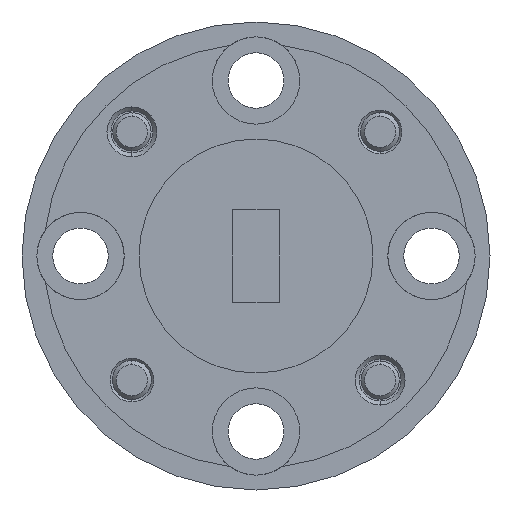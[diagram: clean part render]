
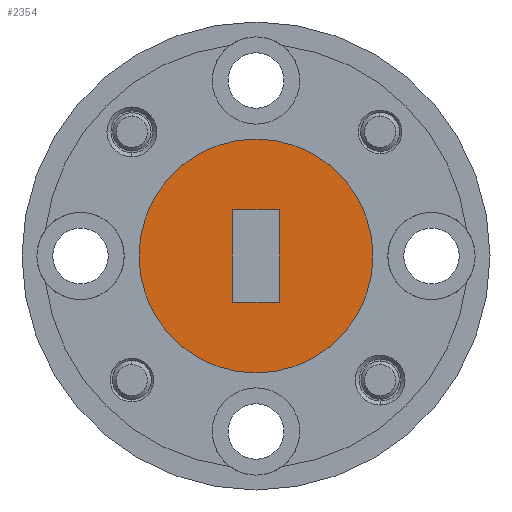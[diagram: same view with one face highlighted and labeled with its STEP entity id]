
A CAD part, left-side view. The second image highlights one B-rep face of the part: STEP entity #2354.
In plain terms, the highlighted planar face has unit normal (-1, 0, 0).
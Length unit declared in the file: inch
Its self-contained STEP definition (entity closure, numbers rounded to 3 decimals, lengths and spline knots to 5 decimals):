
#163 = DIRECTION ( 'NONE',  ( 0., 1., 0. ) ) ;
#346 = VERTEX_POINT ( 'NONE', #3765 ) ;
#495 = CARTESIAN_POINT ( 'NONE',  ( 0., -0.037, -0.074 ) ) ;
#1244 = LINE ( 'NONE', #4074, #7247 ) ;
#1260 = CARTESIAN_POINT ( 'NONE',  ( 0., -0.037, -0.074 ) ) ;
#1269 = AXIS2_PLACEMENT_3D ( 'NONE', #4274, #4239, #163 ) ;
#1286 = ORIENTED_EDGE ( 'NONE', *, *, #4624, .T. ) ;
#1565 = ORIENTED_EDGE ( 'NONE', *, *, #2574, .F. ) ;
#1596 = FACE_BOUND ( 'NONE', #2674, .T. ) ;
#1628 = CARTESIAN_POINT ( 'NONE',  ( 0., 0.037, 0.074 ) ) ;
#1706 = DIRECTION ( 'NONE',  ( -1., 0., 0. ) ) ;
#1995 = ORIENTED_EDGE ( 'NONE', *, *, #5733, .T. ) ;
#2354 = ADVANCED_FACE ( 'NONE', ( #1596, #6638 ), #3262, .T. ) ;
#2440 = AXIS2_PLACEMENT_3D ( 'NONE', #4581, #1706, #6867 ) ;
#2534 = CARTESIAN_POINT ( 'NONE',  ( 0., -0.1875, 0. ) ) ;
#2574 = EDGE_CURVE ( 'NONE', #3819, #4133, #3291, .T. ) ;
#2674 = EDGE_LOOP ( 'NONE', ( #1995, #6711, #5150, #1286 ) ) ;
#2755 = EDGE_CURVE ( 'NONE', #4133, #3819, #2767, .T. ) ;
#2767 = CIRCLE ( 'NONE', #4642, 0.1875 ) ;
#2842 = LINE ( 'NONE', #5719, #4169 ) ;
#2929 = ORIENTED_EDGE ( 'NONE', *, *, #2755, .F. ) ;
#3042 = DIRECTION ( 'NONE',  ( 0., 1., 0. ) ) ;
#3262 = PLANE ( 'NONE',  #2440 ) ;
#3291 = CIRCLE ( 'NONE', #1269, 0.1875 ) ;
#3402 = VERTEX_POINT ( 'NONE', #1628 ) ;
#3548 = DIRECTION ( 'NONE',  ( 0., 0., 1. ) ) ;
#3567 = DIRECTION ( 'NONE',  ( 1., 0., 0. ) ) ;
#3693 = VERTEX_POINT ( 'NONE', #7336 ) ;
#3765 = CARTESIAN_POINT ( 'NONE',  ( 0., -0.037, 0.074 ) ) ;
#3819 = VERTEX_POINT ( 'NONE', #2534 ) ;
#4074 = CARTESIAN_POINT ( 'NONE',  ( 0., 0.037, -0.074 ) ) ;
#4133 = VERTEX_POINT ( 'NONE', #4875 ) ;
#4169 = VECTOR ( 'NONE', #6846, 39.37008 ) ;
#4194 = CARTESIAN_POINT ( 'NONE',  ( 0., -0.037, -0.074 ) ) ;
#4229 = LINE ( 'NONE', #495, #6646 ) ;
#4239 = DIRECTION ( 'NONE',  ( 1., 0., 0. ) ) ;
#4274 = CARTESIAN_POINT ( 'NONE',  ( 0., 0., 0. ) ) ;
#4350 = VERTEX_POINT ( 'NONE', #1260 ) ;
#4581 = CARTESIAN_POINT ( 'NONE',  ( 0., 0., 0. ) ) ;
#4624 = EDGE_CURVE ( 'NONE', #3693, #3402, #1244, .T. ) ;
#4642 = AXIS2_PLACEMENT_3D ( 'NONE', #7038, #3567, #3042 ) ;
#4875 = CARTESIAN_POINT ( 'NONE',  ( 0., 0.1875, 0. ) ) ;
#5150 = ORIENTED_EDGE ( 'NONE', *, *, #6313, .T. ) ;
#5667 = EDGE_LOOP ( 'NONE', ( #2929, #1565 ) ) ;
#5719 = CARTESIAN_POINT ( 'NONE',  ( 0., -0.037, 0.074 ) ) ;
#5733 = EDGE_CURVE ( 'NONE', #3402, #346, #2842, .T. ) ;
#6169 = VECTOR ( 'NONE', #7112, 39.37008 ) ;
#6209 = EDGE_CURVE ( 'NONE', #346, #4350, #7188, .T. ) ;
#6313 = EDGE_CURVE ( 'NONE', #4350, #3693, #4229, .T. ) ;
#6615 = DIRECTION ( 'NONE',  ( 0., 1., 0. ) ) ;
#6638 = FACE_OUTER_BOUND ( 'NONE', #5667, .T. ) ;
#6646 = VECTOR ( 'NONE', #6615, 39.37008 ) ;
#6711 = ORIENTED_EDGE ( 'NONE', *, *, #6209, .T. ) ;
#6846 = DIRECTION ( 'NONE',  ( 0., -1., 0. ) ) ;
#6867 = DIRECTION ( 'NONE',  ( 0., -1., 0. ) ) ;
#7038 = CARTESIAN_POINT ( 'NONE',  ( 0., 0., 0. ) ) ;
#7112 = DIRECTION ( 'NONE',  ( 0., 0., -1. ) ) ;
#7188 = LINE ( 'NONE', #4194, #6169 ) ;
#7247 = VECTOR ( 'NONE', #3548, 39.37008 ) ;
#7336 = CARTESIAN_POINT ( 'NONE',  ( 0., 0.037, -0.074 ) ) ;
